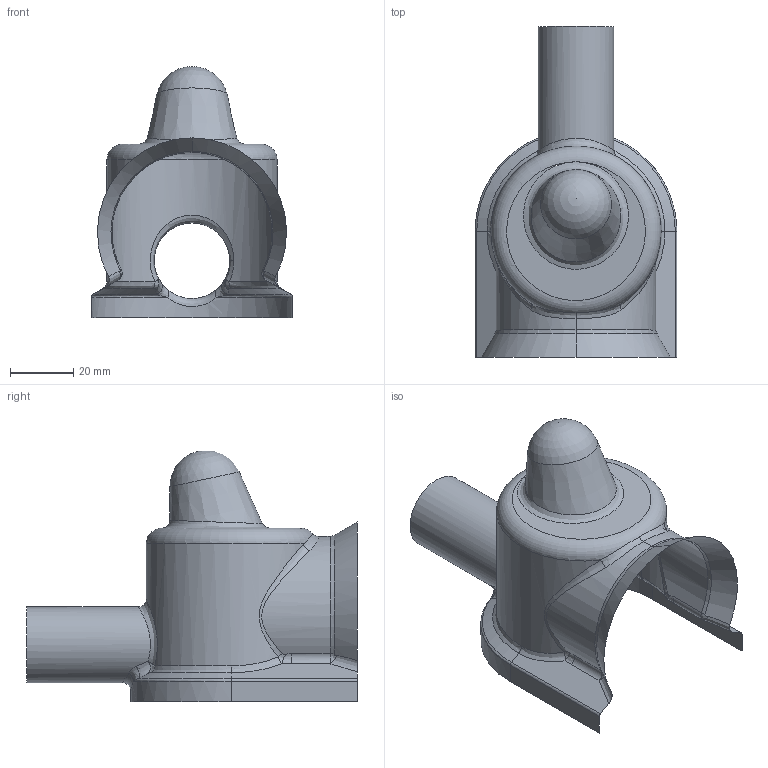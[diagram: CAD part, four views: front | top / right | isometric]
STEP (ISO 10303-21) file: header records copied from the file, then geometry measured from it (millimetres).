
FILE_DESCRIPTION(('a Product shape'),'1');
FILE_NAME('Euclid-Quantum Shape Model','1997-11-05T22:47:01',('Author Name'),('MATRA-DATAVISION'),'OL-1.5A','EUCLID-QUANTUM','Authorisation status');
FILE_SCHEMA(('AUTOMOTIVE_DESIGN_CC1 { 1 2 10303 214 -1 1 3 2}'));
Length unit declared in the file: millimetre
Products named in the file (1): the product name
Bounding box: 64 x 105 x 79.67 mm (x, y, z)
Surface area: 16054.8 mm2 (no closed solid volume)
Topology: 0 solids, 1 shells, 53 faces, 130 edges, 76 vertices
Faces by surface type: bspline 31, cylinder 10, plane 5, cone 5, torus 1, sphere 1
Full cylindrical faces by diameter (mm): 24 x1
Entity records: 12129 total; most frequent: CARTESIAN_POINT 10235, ORIENTED_EDGE 242, PCURVE 235, DEFINITIONAL_REPRESENTATION 235, DIRECTION 207, LINE 135, VECTOR 135, EDGE_CURVE 128
